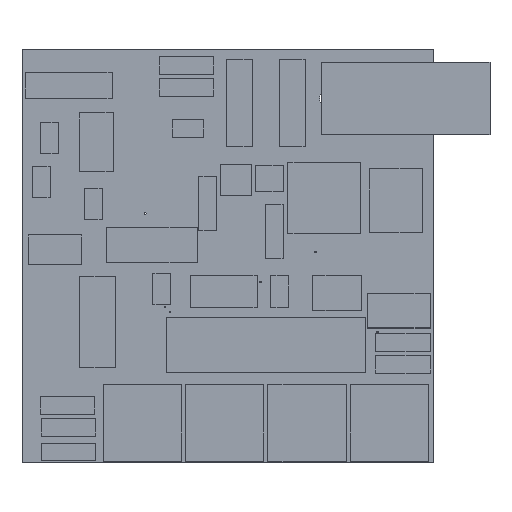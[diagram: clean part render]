
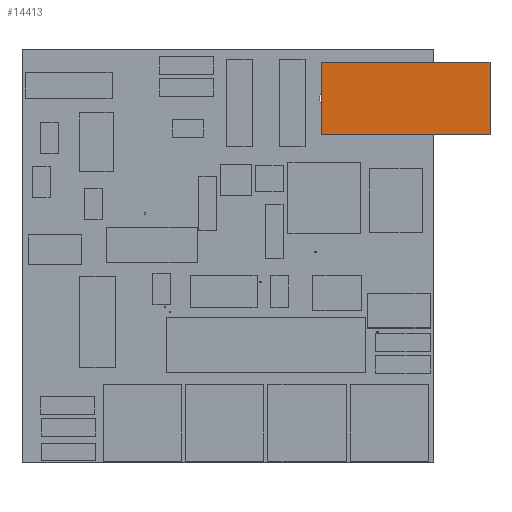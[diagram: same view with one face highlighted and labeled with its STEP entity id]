
A CAD part, top view. The second image highlights one B-rep face of the part: STEP entity #14413.
In plain terms, the highlighted planar face has unit normal (0, 0, 1).
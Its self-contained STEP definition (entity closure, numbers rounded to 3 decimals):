
#393 = EDGE_CURVE ( 'NONE', #5916, #10605, #1452, .T. ) ;
#608 = LINE ( 'NONE', #6214, #9257 ) ;
#811 = DIRECTION ( 'NONE',  ( -1., 0., 0. ) ) ;
#1452 = LINE ( 'NONE', #4046, #1658 ) ;
#1658 = VECTOR ( 'NONE', #10908, 1000. ) ;
#1723 = VERTEX_POINT ( 'NONE', #11079 ) ;
#1937 = EDGE_CURVE ( 'NONE', #10605, #6528, #11957, .T. ) ;
#2136 = LINE ( 'NONE', #10265, #5424 ) ;
#2541 = CARTESIAN_POINT ( 'NONE',  ( 0., 0., 15.391 ) ) ;
#3227 = AXIS2_PLACEMENT_3D ( 'NONE', #2541, #4170, #15050 ) ;
#3513 = EDGE_CURVE ( 'NONE', #1723, #5916, #2136, .T. ) ;
#3799 = ORIENTED_EDGE ( 'NONE', *, *, #3513, .T. ) ;
#4046 = CARTESIAN_POINT ( 'NONE',  ( 85.377, -40.097, 15.391 ) ) ;
#4170 = DIRECTION ( 'NONE',  ( 0., 0., 1. ) ) ;
#4456 = CARTESIAN_POINT ( 'NONE',  ( 54.683, -26.903, 15.391 ) ) ;
#5424 = VECTOR ( 'NONE', #5891, 1000. ) ;
#5564 = VECTOR ( 'NONE', #811, 1000. ) ;
#5891 = DIRECTION ( 'NONE',  ( 1., 0., 0. ) ) ;
#5916 = VERTEX_POINT ( 'NONE', #7721 ) ;
#6214 = CARTESIAN_POINT ( 'NONE',  ( 54.683, -26.903, 15.391 ) ) ;
#6528 = VERTEX_POINT ( 'NONE', #4456 ) ;
#6535 = CARTESIAN_POINT ( 'NONE',  ( 85.377, -26.903, 15.391 ) ) ;
#7212 = DIRECTION ( 'NONE',  ( 0., -1., 0. ) ) ;
#7370 = EDGE_LOOP ( 'NONE', ( #9782, #9164, #13736, #3799 ) ) ;
#7721 = CARTESIAN_POINT ( 'NONE',  ( 85.377, -40.097, 15.391 ) ) ;
#9164 = ORIENTED_EDGE ( 'NONE', *, *, #1937, .T. ) ;
#9257 = VECTOR ( 'NONE', #7212, 1000. ) ;
#9520 = FACE_OUTER_BOUND ( 'NONE', #7370, .T. ) ;
#9782 = ORIENTED_EDGE ( 'NONE', *, *, #393, .T. ) ;
#10265 = CARTESIAN_POINT ( 'NONE',  ( 54.683, -40.097, 15.391 ) ) ;
#10605 = VERTEX_POINT ( 'NONE', #6535 ) ;
#10908 = DIRECTION ( 'NONE',  ( 0., 1., 0. ) ) ;
#10941 = PLANE ( 'NONE',  #3227 ) ;
#11079 = CARTESIAN_POINT ( 'NONE',  ( 54.683, -40.097, 15.391 ) ) ;
#11957 = LINE ( 'NONE', #14458, #5564 ) ;
#13194 = EDGE_CURVE ( 'NONE', #6528, #1723, #608, .T. ) ;
#13736 = ORIENTED_EDGE ( 'NONE', *, *, #13194, .T. ) ;
#14413 = ADVANCED_FACE ( 'NONE', ( #9520 ), #10941, .T. ) ;
#14458 = CARTESIAN_POINT ( 'NONE',  ( 85.377, -26.903, 15.391 ) ) ;
#15050 = DIRECTION ( 'NONE',  ( 1., 0., 0. ) ) ;
